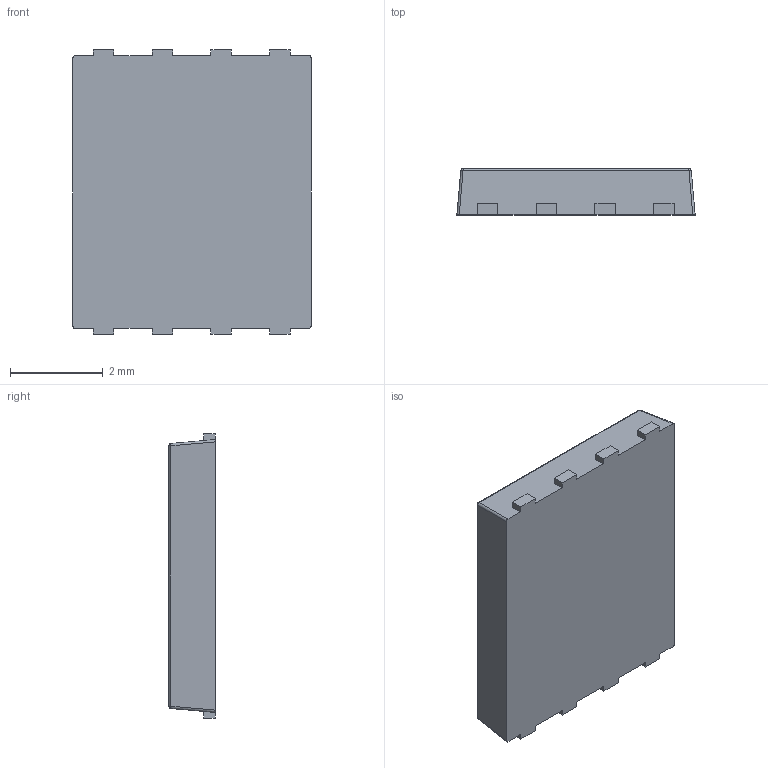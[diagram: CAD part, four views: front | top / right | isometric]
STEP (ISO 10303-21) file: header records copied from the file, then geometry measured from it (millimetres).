
FILE_DESCRIPTION (( 'STEP AP214' ), '1' );
FILE_NAME ('PG-TDSON-8.STEP', '2016-01-03T22:03:33', ( '' ), ( '' ), 'SwSTEP 2.0', 'SolidWorks 2015', '' );
FILE_SCHEMA (( 'AUTOMOTIVE_DESIGN' ));
Length unit declared in the file: millimetre
Products named in the file (1): PG-TDSON-8
Bounding box: 5.15 x 1 x 6.15 mm (x, y, z)
Volume: 29.5 mm3; surface area: 81.9 mm2
Topology: 1 solids, 1 shells, 53 faces, 142 edges, 88 vertices
Faces by surface type: plane 39, cylinder 10, sphere 4
Entity records: 2011 total; most frequent: CARTESIAN_POINT 292, ORIENTED_EDGE 276, DIRECTION 258, EDGE_CURVE 138, LINE 118, VECTOR 118, VERTEX_POINT 88, AXIS2_PLACEMENT_3D 70
